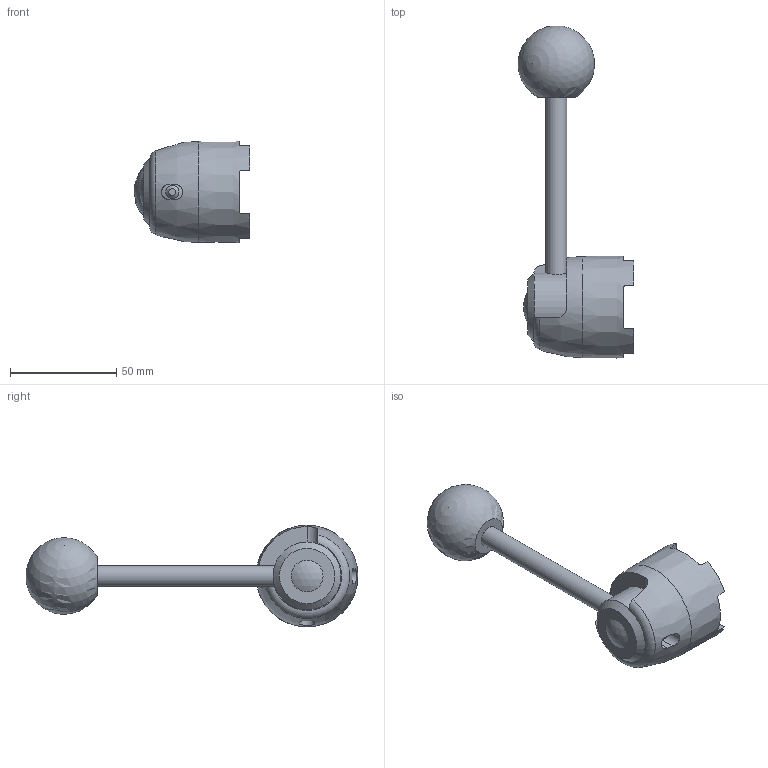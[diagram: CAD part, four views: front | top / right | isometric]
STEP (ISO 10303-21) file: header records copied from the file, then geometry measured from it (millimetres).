
FILE_DESCRIPTION((''),'2;1');
FILE_NAME('56740015X050.stp','2010-10-27T08:51:22',('Creator'),(''),'Autodesk Inventor 2010','Autodesk Inventor 2010','');
FILE_SCHEMA(('AUTOMOTIVE_DESIGN { 1 0 10303 214 1 1 1 1 }'));
Length unit declared in the file: millimetre
Products named in the file (1): 56740015X050
Bounding box: 54.31 x 156.08 x 47.77 mm (x, y, z)
Surface area: 28947.6 mm2 (no closed solid volume)
Topology: 0 solids, 5 shells, 94 faces, 241 edges, 159 vertices
Faces by surface type: plane 49, cylinder 30, cone 11, sphere 2, bspline 1, torus 1
Full cylindrical faces by diameter (mm): 5.5 x1, 6.2 x1, 6.8 x1, 8.376 x1, 8.8 x3, 9 x1, 9.8 x1, 10 x2, 10.5 x1, 13.8 x1, 14 x1, 31.9 x1, 32 x1
Entity records: 3211 total; most frequent: CARTESIAN_POINT 1084, DIRECTION 418, ORIENTED_EDGE 406, EDGE_CURVE 203, AXIS2_PLACEMENT_3D 173, VERTEX_POINT 148, EDGE_LOOP 137, FACE_OUTER_BOUND 94
